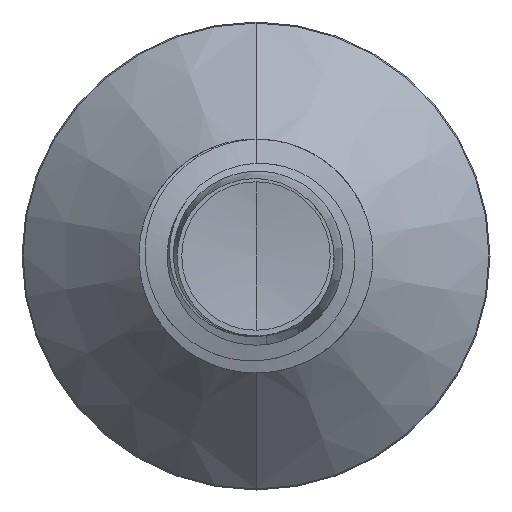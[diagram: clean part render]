
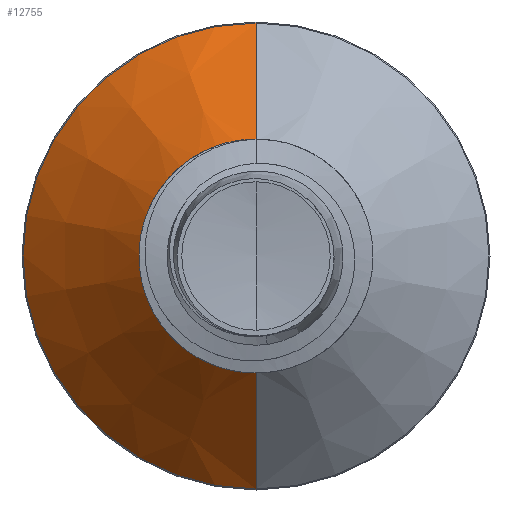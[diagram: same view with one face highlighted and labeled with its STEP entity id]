
A CAD part, front view. The second image highlights one B-rep face of the part: STEP entity #12755.
In plain terms, the highlighted conical face has half-angle 45 degrees and reference radius 1.08 mm.
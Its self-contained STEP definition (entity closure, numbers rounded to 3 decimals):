
#441 = ORIENTED_EDGE ( 'NONE', *, *, #11045, .T. ) ;
#633 = CARTESIAN_POINT ( 'NONE',  ( 0., 3.03, 1.08 ) ) ;
#698 = DIRECTION ( 'NONE',  ( 0., 0., 1. ) ) ;
#827 = VERTEX_POINT ( 'NONE', #2158 ) ;
#881 = VERTEX_POINT ( 'NONE', #1850 ) ;
#944 = VERTEX_POINT ( 'NONE', #8356 ) ;
#1239 = DIRECTION ( 'NONE',  ( 0., 0., 1. ) ) ;
#1345 = VERTEX_POINT ( 'NONE', #1484 ) ;
#1484 = CARTESIAN_POINT ( 'NONE',  ( 0., 3.03, 1.08 ) ) ;
#1850 = CARTESIAN_POINT ( 'NONE',  ( 0., 3.03, -1.08 ) ) ;
#2151 = CARTESIAN_POINT ( 'NONE',  ( 0., 4.14, 0. ) ) ;
#2158 = CARTESIAN_POINT ( 'NONE',  ( 0., 4.14, 2.19 ) ) ;
#2987 = AXIS2_PLACEMENT_3D ( 'NONE', #2151, #9361, #3220 ) ;
#3157 = FACE_OUTER_BOUND ( 'NONE', #8642, .T. ) ;
#3220 = DIRECTION ( 'NONE',  ( 0., 0., 1. ) ) ;
#3517 = VECTOR ( 'NONE', #8260, 1000. ) ;
#3532 = AXIS2_PLACEMENT_3D ( 'NONE', #7509, #4381, #1239 ) ;
#3970 = CIRCLE ( 'NONE', #4552, 1.08 ) ;
#4332 = EDGE_CURVE ( 'NONE', #1345, #827, #8353, .T. ) ;
#4381 = DIRECTION ( 'NONE',  ( 0., 1., 0. ) ) ;
#4552 = AXIS2_PLACEMENT_3D ( 'NONE', #13016, #6982, #698 ) ;
#4609 = ORIENTED_EDGE ( 'NONE', *, *, #13338, .F. ) ;
#4785 = CARTESIAN_POINT ( 'NONE',  ( 0., 3.03, -1.08 ) ) ;
#5581 = CONICAL_SURFACE ( 'NONE', #3532, 1.08, 0.785 ) ;
#6510 = ORIENTED_EDGE ( 'NONE', *, *, #9477, .F. ) ;
#6982 = DIRECTION ( 'NONE',  ( 0., 1., 0. ) ) ;
#7362 = LINE ( 'NONE', #4785, #12414 ) ;
#7509 = CARTESIAN_POINT ( 'NONE',  ( 0., 3.03, 0. ) ) ;
#8260 = DIRECTION ( 'NONE',  ( 0., 0.707, 0.707 ) ) ;
#8353 = LINE ( 'NONE', #633, #3517 ) ;
#8356 = CARTESIAN_POINT ( 'NONE',  ( 0., 4.14, -2.19 ) ) ;
#8642 = EDGE_LOOP ( 'NONE', ( #4609, #441, #11919, #6510 ) ) ;
#9361 = DIRECTION ( 'NONE',  ( 0., 1., 0. ) ) ;
#9477 = EDGE_CURVE ( 'NONE', #944, #827, #12579, .T. ) ;
#11045 = EDGE_CURVE ( 'NONE', #881, #1345, #3970, .T. ) ;
#11917 = DIRECTION ( 'NONE',  ( 0., 0.707, -0.707 ) ) ;
#11919 = ORIENTED_EDGE ( 'NONE', *, *, #4332, .T. ) ;
#12414 = VECTOR ( 'NONE', #11917, 1000. ) ;
#12579 = CIRCLE ( 'NONE', #2987, 2.19 ) ;
#12755 = ADVANCED_FACE ( 'NONE', ( #3157 ), #5581, .T. ) ;
#13016 = CARTESIAN_POINT ( 'NONE',  ( 0., 3.03, 0. ) ) ;
#13338 = EDGE_CURVE ( 'NONE', #881, #944, #7362, .T. ) ;
